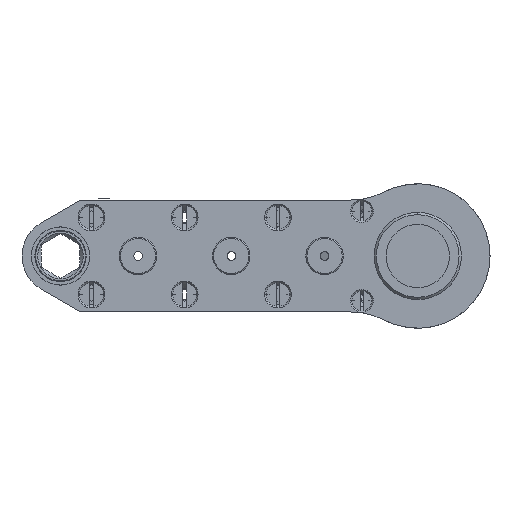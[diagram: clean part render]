
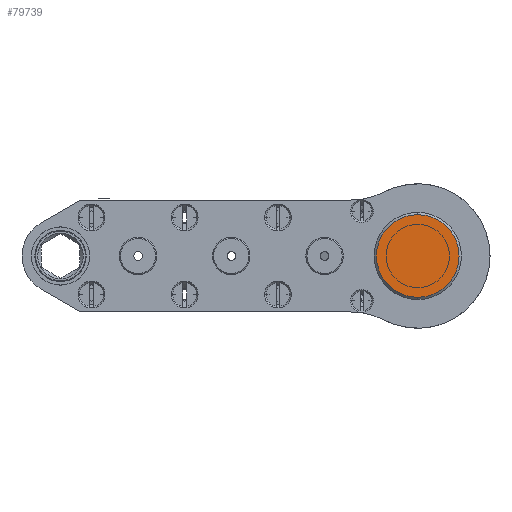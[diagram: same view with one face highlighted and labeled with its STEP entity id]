
A CAD part, left-side view. The second image highlights one B-rep face of the part: STEP entity #79739.
In plain terms, the highlighted planar face has unit normal (-1, 0, 0).
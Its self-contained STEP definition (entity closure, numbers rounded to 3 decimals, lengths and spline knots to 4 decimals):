
#79627=CARTESIAN_POINT('',(-15.0375,0.,0.));
#79628=DIRECTION('',(-1.,0.,0.));
#79629=DIRECTION('',(0.,0.,1.));
#79630=AXIS2_PLACEMENT_3D('',#79627,#79628,#79629);
#79641=CARTESIAN_POINT('',(-15.0375,0.,0.));
#79642=DIRECTION('',(1.,0.,0.));
#79643=DIRECTION('',(0.,0.,1.));
#79644=AXIS2_PLACEMENT_3D('',#79641,#79642,#79643);
#79678=CARTESIAN_POINT('',(-15.0375,0.,0.5539));
#79679=CARTESIAN_POINT('',(-15.0375,0.,-0.5539));
#79680=VERTEX_POINT('',#79678);
#79681=VERTEX_POINT('',#79679);
#79728=CARTESIAN_POINT('',(-15.0375,0.,0.));
#79729=DIRECTION('',(-1.,0.,0.));
#79730=DIRECTION('',(0.,0.,-1.));
#79731=AXIS2_PLACEMENT_3D('',#79728,#79729,#79730);
#79732=PLANE('',#79731);
#79734=ORIENTED_EDGE('',*,*,#79733,.T.);
#79736=ORIENTED_EDGE('',*,*,#79735,.F.);
#79737=EDGE_LOOP('',(#79734,#79736));
#79738=FACE_OUTER_BOUND('',#79737,.F.);
#79739=ADVANCED_FACE('',(#79738),#79732,.T.);
#79631=CIRCLE('',#79630,0.5539);
#79645=CIRCLE('',#79644,0.5539);
#79733=EDGE_CURVE('',#79680,#79681,#79645,.T.);
#79735=EDGE_CURVE('',#79680,#79681,#79631,.T.);
